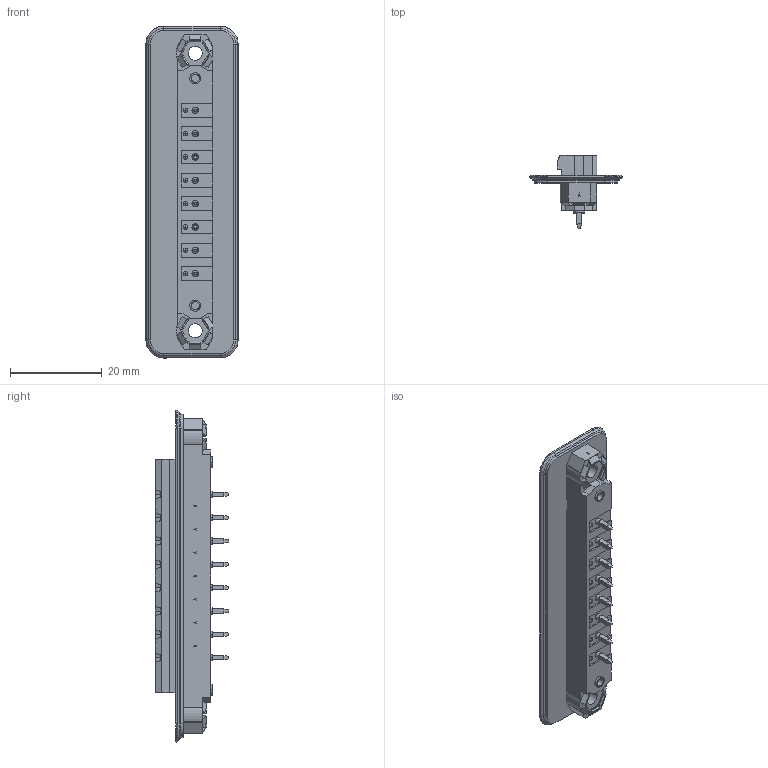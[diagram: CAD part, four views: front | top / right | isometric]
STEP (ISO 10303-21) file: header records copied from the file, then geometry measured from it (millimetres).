
FILE_DESCRIPTION(('STEP AP214'),'1');
FILE_NAME('1899346.stp','2016-07-05T05:45:00',('TraceParts'),('TraceParts S.A.'),'Spatial InterOp 3D',' ',' ');
FILE_SCHEMA(('automotive_design'));
Length unit declared in the file: millimetre
Products named in the file (1): dfk-mstbva_2.5-8-gf-5.08|1#dfk-mstbva_2.5-8-gf-5.08;dfk-mstbva_2.5-8-gf-5.08
Bounding box: 20.07 x 15.9 x 72.27 mm (x, y, z)
Volume: 4456.9 mm3; surface area: 6037.1 mm2
Topology: 1 solids, 1 shells, 916 faces, 2132 edges, 1273 vertices
Faces by surface type: plane 719, cylinder 121, sphere 32, cone 24, torus 20
Entity records: 32983 total; most frequent: CARTESIAN_POINT 4514, DIRECTION 4497, ORIENTED_EDGE 4264, EDGE_CURVE 2132, LINE 1569, VECTOR 1569, AXIS2_PLACEMENT_3D 1464, VERTEX_POINT 1273
